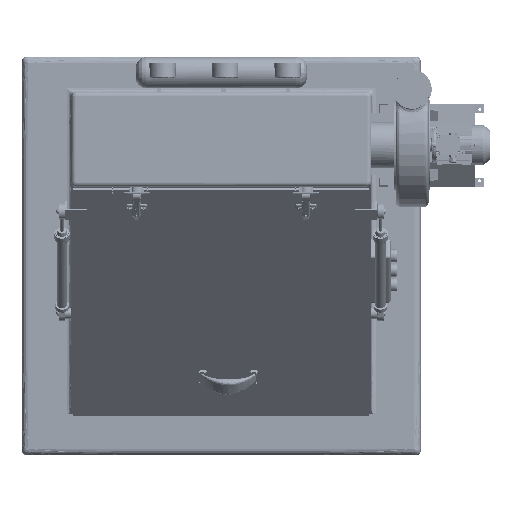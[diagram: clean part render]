
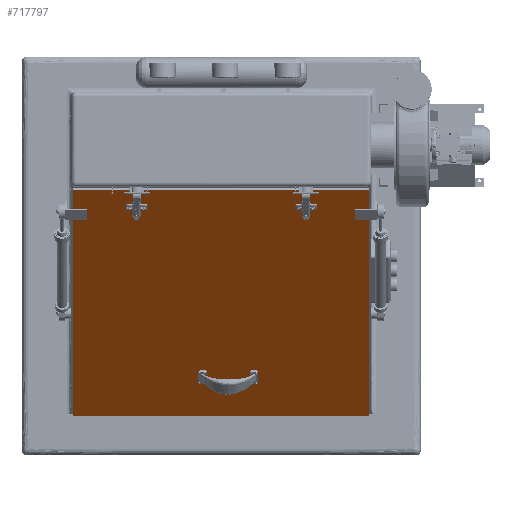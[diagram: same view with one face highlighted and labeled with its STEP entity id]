
A CAD part, top view. The second image highlights one B-rep face of the part: STEP entity #717797.
In plain terms, the highlighted free-form (B-spline) face has degree [1, 1] with [2, 2] control points.
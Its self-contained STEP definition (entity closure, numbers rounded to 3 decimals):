
#717585 = VERTEX_POINT('',#717586);
#717586 = CARTESIAN_POINT('',(-463.793,204.89,
    1347.104));
#717587 = VERTEX_POINT('',#717588);
#717588 = CARTESIAN_POINT('',(-463.793,181.79,
    1325.475));
#717708 = EDGE_CURVE('',#717709,#717587,#717711,.T.);
#717709 = VERTEX_POINT('',#717710);
#717710 = CARTESIAN_POINT('',(-432.535,181.79,
    1325.475));
#717711 = B_SPLINE_CURVE_WITH_KNOTS('',1,(#717712,#717713),
  .UNSPECIFIED.,.F.,.F.,(2,2),(187.464,226.536),
  .PIECEWISE_BEZIER_KNOTS.);
#717712 = CARTESIAN_POINT('',(-432.535,181.79,
    1325.475));
#717713 = CARTESIAN_POINT('',(-463.793,181.79,
    1325.475));
#717738 = EDGE_CURVE('',#717739,#717709,#717741,.T.);
#717739 = VERTEX_POINT('',#717740);
#717740 = CARTESIAN_POINT('',(-432.535,204.89,
    1347.104));
#717741 = B_SPLINE_CURVE_WITH_KNOTS('',1,(#717742,#717743),
  .UNSPECIFIED.,.F.,.F.,(2,2),(-179.458,-139.902),
  .PIECEWISE_BEZIER_KNOTS.);
#717742 = CARTESIAN_POINT('',(-432.535,204.89,
    1347.104));
#717743 = CARTESIAN_POINT('',(-432.535,181.79,
    1325.475));
#717766 = EDGE_CURVE('',#717585,#717739,#717767,.T.);
#717767 = B_SPLINE_CURVE_WITH_KNOTS('',1,(#717768,#717769),
  .UNSPECIFIED.,.F.,.F.,(2,2),(-198.137,-159.065),
  .PIECEWISE_BEZIER_KNOTS.);
#717768 = CARTESIAN_POINT('',(-463.793,204.89,
    1347.104));
#717769 = CARTESIAN_POINT('',(-432.535,204.89,
    1347.104));
#717797 = ADVANCED_FACE('',(#717798),#717864,.T.);
#717798 = FACE_BOUND('',#717799,.T.);
#717799 = EDGE_LOOP('',(#717800,#717801,#717802,#717803,#717810,#717817,
    #717824,#717831,#717838,#717845,#717852,#717859));
#717800 = ORIENTED_EDGE('',*,*,#717766,.T.);
#717801 = ORIENTED_EDGE('',*,*,#717738,.T.);
#717802 = ORIENTED_EDGE('',*,*,#717708,.T.);
#717803 = ORIENTED_EDGE('',*,*,#717804,.T.);
#717804 = EDGE_CURVE('',#717587,#717805,#717807,.T.);
#717805 = VERTEX_POINT('',#717806);
#717806 = CARTESIAN_POINT('',(-463.793,-257.263,
    914.365));
#717807 = B_SPLINE_CURVE_WITH_KNOTS('',1,(#717808,#717809),
  .UNSPECIFIED.,.F.,.F.,(2,2),(113.108,864.936),
  .PIECEWISE_BEZIER_KNOTS.);
#717808 = CARTESIAN_POINT('',(-463.793,181.79,
    1325.475));
#717809 = CARTESIAN_POINT('',(-463.793,-257.263,
    914.365));
#717810 = ORIENTED_EDGE('',*,*,#717811,.T.);
#717811 = EDGE_CURVE('',#717805,#717812,#717814,.T.);
#717812 = VERTEX_POINT('',#717813);
#717813 = CARTESIAN_POINT('',(198.627,-257.263,
    914.365));
#717814 = B_SPLINE_CURVE_WITH_KNOTS('',1,(#717815,#717816),
  .UNSPECIFIED.,.F.,.F.,(2,2),(6.,834.),.PIECEWISE_BEZIER_KNOTS.);
#717815 = CARTESIAN_POINT('',(-463.793,-257.263,
    914.365));
#717816 = CARTESIAN_POINT('',(198.627,-257.263,
    914.365));
#717817 = ORIENTED_EDGE('',*,*,#717818,.T.);
#717818 = EDGE_CURVE('',#717812,#717819,#717821,.T.);
#717819 = VERTEX_POINT('',#717820);
#717820 = CARTESIAN_POINT('',(198.627,181.79,
    1325.475));
#717821 = B_SPLINE_CURVE_WITH_KNOTS('',1,(#717822,#717823),
  .UNSPECIFIED.,.F.,.F.,(2,2),(-6.,745.828),
  .PIECEWISE_BEZIER_KNOTS.);
#717822 = CARTESIAN_POINT('',(198.627,-257.263,
    914.365));
#717823 = CARTESIAN_POINT('',(198.627,181.79,
    1325.475));
#717824 = ORIENTED_EDGE('',*,*,#717825,.T.);
#717825 = EDGE_CURVE('',#717819,#717826,#717828,.T.);
#717826 = VERTEX_POINT('',#717827);
#717827 = CARTESIAN_POINT('',(167.369,181.79,
    1325.475));
#717828 = B_SPLINE_CURVE_WITH_KNOTS('',1,(#717829,#717830),
  .UNSPECIFIED.,.F.,.F.,(2,2),(-226.536,-187.464),
  .PIECEWISE_BEZIER_KNOTS.);
#717829 = CARTESIAN_POINT('',(198.627,181.79,
    1325.475));
#717830 = CARTESIAN_POINT('',(167.369,181.79,
    1325.475));
#717831 = ORIENTED_EDGE('',*,*,#717832,.T.);
#717832 = EDGE_CURVE('',#717826,#717833,#717835,.T.);
#717833 = VERTEX_POINT('',#717834);
#717834 = CARTESIAN_POINT('',(167.369,204.89,
    1347.104));
#717835 = B_SPLINE_CURVE_WITH_KNOTS('',1,(#717836,#717837),
  .UNSPECIFIED.,.F.,.F.,(2,2),(139.902,179.458),
  .PIECEWISE_BEZIER_KNOTS.);
#717836 = CARTESIAN_POINT('',(167.369,181.79,
    1325.475));
#717837 = CARTESIAN_POINT('',(167.369,204.89,
    1347.104));
#717838 = ORIENTED_EDGE('',*,*,#717839,.T.);
#717839 = EDGE_CURVE('',#717833,#717840,#717842,.T.);
#717840 = VERTEX_POINT('',#717841);
#717841 = CARTESIAN_POINT('',(198.627,204.89,
    1347.104));
#717842 = B_SPLINE_CURVE_WITH_KNOTS('',1,(#717843,#717844),
  .UNSPECIFIED.,.F.,.F.,(2,2),(159.065,198.137),
  .PIECEWISE_BEZIER_KNOTS.);
#717843 = CARTESIAN_POINT('',(167.369,204.89,
    1347.104));
#717844 = CARTESIAN_POINT('',(198.627,204.89,
    1347.104));
#717845 = ORIENTED_EDGE('',*,*,#717846,.T.);
#717846 = EDGE_CURVE('',#717840,#717847,#717849,.T.);
#717847 = VERTEX_POINT('',#717848);
#717848 = CARTESIAN_POINT('',(198.627,247.843,
    1387.323));
#717849 = B_SPLINE_CURVE_WITH_KNOTS('',1,(#717850,#717851),
  .UNSPECIFIED.,.F.,.F.,(2,2),(785.384,858.936),
  .PIECEWISE_BEZIER_KNOTS.);
#717850 = CARTESIAN_POINT('',(198.627,204.89,
    1347.104));
#717851 = CARTESIAN_POINT('',(198.627,247.843,
    1387.323));
#717852 = ORIENTED_EDGE('',*,*,#717853,.T.);
#717853 = EDGE_CURVE('',#717847,#717854,#717856,.T.);
#717854 = VERTEX_POINT('',#717855);
#717855 = CARTESIAN_POINT('',(-463.793,247.843,
    1387.323));
#717856 = B_SPLINE_CURVE_WITH_KNOTS('',1,(#717857,#717858),
  .UNSPECIFIED.,.F.,.F.,(2,2),(0.,828.),
  .PIECEWISE_BEZIER_KNOTS.);
#717857 = CARTESIAN_POINT('',(198.627,247.843,
    1387.323));
#717858 = CARTESIAN_POINT('',(-463.793,247.843,
    1387.323));
#717859 = ORIENTED_EDGE('',*,*,#717860,.T.);
#717860 = EDGE_CURVE('',#717854,#717585,#717861,.T.);
#717861 = B_SPLINE_CURVE_WITH_KNOTS('',1,(#717862,#717863),
  .UNSPECIFIED.,.F.,.F.,(2,2),(0.,73.552),
  .PIECEWISE_BEZIER_KNOTS.);
#717862 = CARTESIAN_POINT('',(-463.793,247.843,
    1387.323));
#717863 = CARTESIAN_POINT('',(-463.793,204.89,
    1347.104));
#717864 = B_SPLINE_SURFACE_WITH_KNOTS('',1,1,(
    (#717865,#717866)
    ,(#717867,#717868
    )),.UNSPECIFIED.,.F.,.F.,.F.,(2,2),(2,2),(-414.,414.),(
    -432.468,432.468),.PIECEWISE_BEZIER_KNOTS.);
#717865 = CARTESIAN_POINT('',(-463.793,-257.263,
    914.365));
#717866 = CARTESIAN_POINT('',(-463.793,247.843,
    1387.323));
#717867 = CARTESIAN_POINT('',(198.627,-257.263,
    914.365));
#717868 = CARTESIAN_POINT('',(198.627,247.843,
    1387.323));
